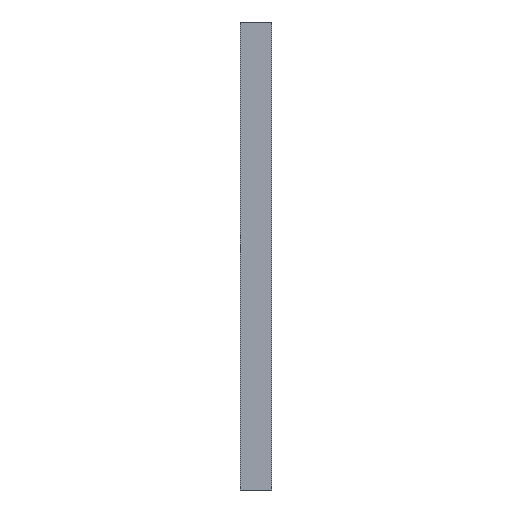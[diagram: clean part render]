
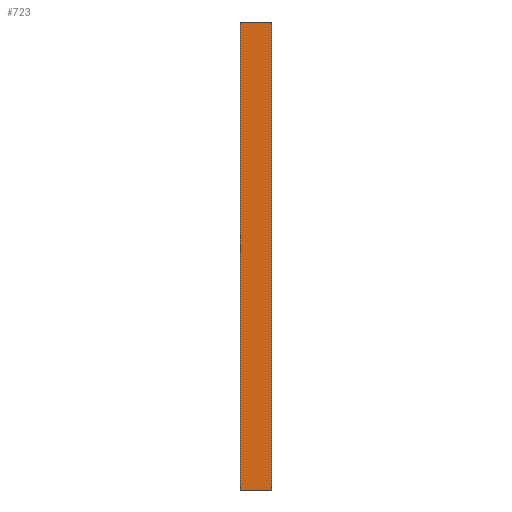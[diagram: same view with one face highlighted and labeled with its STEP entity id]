
A CAD part, left-side view. The second image highlights one B-rep face of the part: STEP entity #723.
In plain terms, the highlighted planar face has unit normal (-1, 0, 0).
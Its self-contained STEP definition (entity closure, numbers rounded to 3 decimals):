
#6 = PLANE ( 'NONE',  #482 ) ;
#14 = CARTESIAN_POINT ( 'NONE',  ( -11.5, 1.5, -11. ) ) ;
#16 = VECTOR ( 'NONE', #829, 1000. ) ;
#38 = EDGE_LOOP ( 'NONE', ( #732, #77, #257, #610 ) ) ;
#77 = ORIENTED_EDGE ( 'NONE', *, *, #238, .F. ) ;
#101 = LINE ( 'NONE', #370, #116 ) ;
#116 = VECTOR ( 'NONE', #620, 1000. ) ;
#139 = CARTESIAN_POINT ( 'NONE',  ( -11.5, 1.5, 11. ) ) ;
#165 = VERTEX_POINT ( 'NONE', #14 ) ;
#180 = CARTESIAN_POINT ( 'NONE',  ( -11.5, 1.5, 11. ) ) ;
#226 = EDGE_CURVE ( 'NONE', #533, #675, #288, .T. ) ;
#238 = EDGE_CURVE ( 'NONE', #559, #675, #808, .T. ) ;
#257 = ORIENTED_EDGE ( 'NONE', *, *, #375, .F. ) ;
#275 = VECTOR ( 'NONE', #613, 1000. ) ;
#288 = LINE ( 'NONE', #731, #275 ) ;
#310 = EDGE_CURVE ( 'NONE', #165, #533, #699, .T. ) ;
#319 = VECTOR ( 'NONE', #680, 1000. ) ;
#370 = CARTESIAN_POINT ( 'NONE',  ( -11.5, 1.5, 11. ) ) ;
#375 = EDGE_CURVE ( 'NONE', #165, #559, #101, .T. ) ;
#459 = CARTESIAN_POINT ( 'NONE',  ( -11.5, 0., -11. ) ) ;
#482 = AXIS2_PLACEMENT_3D ( 'NONE', #597, #537, #485 ) ;
#485 = DIRECTION ( 'NONE',  ( 0., 0., -1. ) ) ;
#533 = VERTEX_POINT ( 'NONE', #459 ) ;
#537 = DIRECTION ( 'NONE',  ( 1., 0., 0. ) ) ;
#559 = VERTEX_POINT ( 'NONE', #180 ) ;
#597 = CARTESIAN_POINT ( 'NONE',  ( -11.5, 1.5, 11. ) ) ;
#610 = ORIENTED_EDGE ( 'NONE', *, *, #310, .T. ) ;
#613 = DIRECTION ( 'NONE',  ( 0., 0., 1. ) ) ;
#620 = DIRECTION ( 'NONE',  ( 0., 0., 1. ) ) ;
#664 = FACE_OUTER_BOUND ( 'NONE', #38, .T. ) ;
#675 = VERTEX_POINT ( 'NONE', #866 ) ;
#680 = DIRECTION ( 'NONE',  ( 0., -1., 0. ) ) ;
#699 = LINE ( 'NONE', #835, #16 ) ;
#723 = ADVANCED_FACE ( 'NONE', ( #664 ), #6, .F. ) ;
#731 = CARTESIAN_POINT ( 'NONE',  ( -11.5, 0., 11. ) ) ;
#732 = ORIENTED_EDGE ( 'NONE', *, *, #226, .T. ) ;
#808 = LINE ( 'NONE', #139, #319 ) ;
#829 = DIRECTION ( 'NONE',  ( 0., -1., 0. ) ) ;
#835 = CARTESIAN_POINT ( 'NONE',  ( -11.5, 1.5, -11. ) ) ;
#866 = CARTESIAN_POINT ( 'NONE',  ( -11.5, 0., 11. ) ) ;
